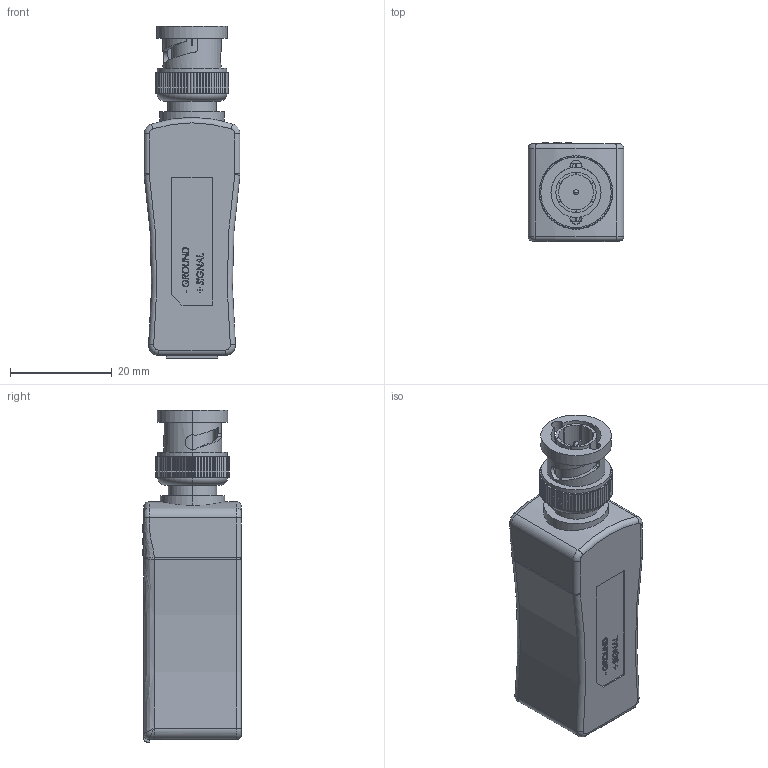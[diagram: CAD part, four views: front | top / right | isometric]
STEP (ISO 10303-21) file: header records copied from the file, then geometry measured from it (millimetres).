
FILE_DESCRIPTION (( 'STEP AP214' ), '1' );
FILE_NAME ('TL-VB-BNC.STEP', '2012-11-15T21:30:58', ( 'x' ), ( '' ), 'SwSTEP 2.0', 'SolidWorks 2012', '' );
FILE_SCHEMA (( 'AUTOMOTIVE_DESIGN' ));
Length unit declared in the file: inch
Products named in the file (4): TL-VB-BNC-MA3; TL-VB-BNC-MA2; TL-VB-BNC-MA1; TL-VB-BNC
Assembly tree (3 placements, depth 2):
  TL-VB-BNC
    TL-VB-BNC-MA1
    TL-VB-BNC-MA2
    TL-VB-BNC-MA3
Bounding box: 18.87 x 19.43 x 65.28 mm (x, y, z)
Volume: 14897.8 mm3; surface area: 7275 mm2
Topology: 3 solids, 3 shells, 637 faces, 1758 edges, 1157 vertices
Faces by surface type: plane 375, cylinder 170, bspline 72, torus 18, sphere 2
Entity records: 27542 total; most frequent: CARTESIAN_POINT 8916, ORIENTED_EDGE 3508, DIRECTION 3023, EDGE_CURVE 1754, LINE 1205, VECTOR 1205, VERTEX_POINT 1157, AXIS2_PLACEMENT_3D 909
